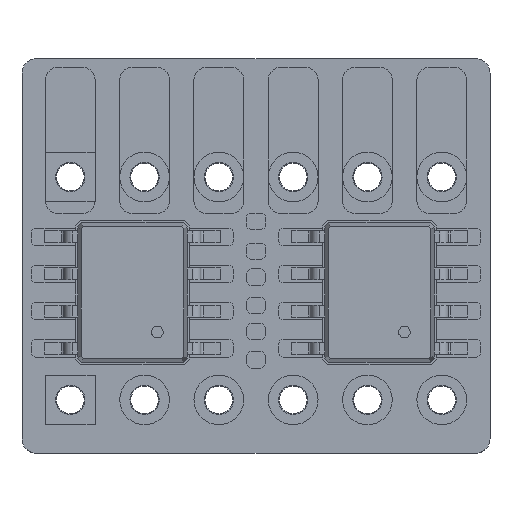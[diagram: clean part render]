
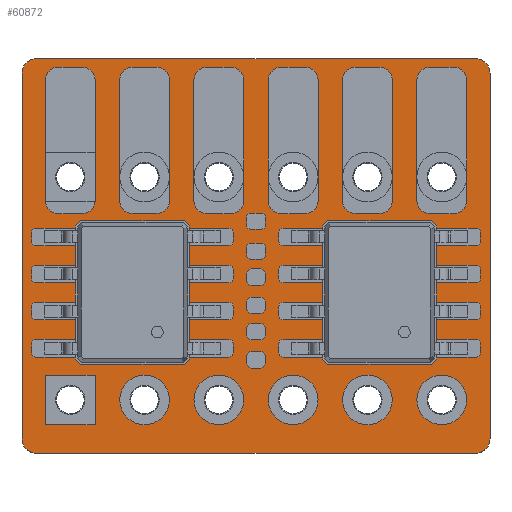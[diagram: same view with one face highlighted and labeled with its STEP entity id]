
A CAD part, top view. The second image highlights one B-rep face of the part: STEP entity #60872.
In plain terms, the highlighted planar face has unit normal (0, 0, 1).
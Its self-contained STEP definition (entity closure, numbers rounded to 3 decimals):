
#60591 = VERTEX_POINT('',#60592);
#60592 = CARTESIAN_POINT('',(7.5,6.75,0.8));
#60598 = EDGE_CURVE('',#60591,#60599,#60601,.T.);
#60599 = VERTEX_POINT('',#60600);
#60600 = CARTESIAN_POINT('',(8.,6.25,0.8));
#60601 = CIRCLE('',#60602,0.5);
#60602 = AXIS2_PLACEMENT_3D('',#60603,#60604,#60605);
#60603 = CARTESIAN_POINT('',(7.5,6.25,0.8));
#60604 = DIRECTION('',(0.,0.,-1.));
#60605 = DIRECTION('',(0.,1.,0.));
#60633 = VERTEX_POINT('',#60634);
#60634 = CARTESIAN_POINT('',(-7.5,6.75,0.8));
#60640 = EDGE_CURVE('',#60633,#60591,#60641,.T.);
#60641 = LINE('',#60642,#60643);
#60642 = CARTESIAN_POINT('',(-7.5,6.75,0.8));
#60643 = VECTOR('',#60644,1.);
#60644 = DIRECTION('',(1.,0.,0.));
#60662 = EDGE_CURVE('',#60599,#60663,#60665,.T.);
#60663 = VERTEX_POINT('',#60664);
#60664 = CARTESIAN_POINT('',(8.,-6.25,0.8));
#60665 = LINE('',#60666,#60667);
#60666 = CARTESIAN_POINT('',(8.,6.25,0.8));
#60667 = VECTOR('',#60668,1.);
#60668 = DIRECTION('',(0.,-1.,0.));
#60872 = ADVANCED_FACE('',(#60873,#60919,#60930,#60941,#60952,#60963,
    #60974,#60985,#60996,#61007,#61018,#61029,#61040),#61051,.T.);
#60873 = FACE_BOUND('',#60874,.T.);
#60874 = EDGE_LOOP('',(#60875,#60876,#60877,#60886,#60894,#60903,#60911,
    #60918));
#60875 = ORIENTED_EDGE('',*,*,#60598,.F.);
#60876 = ORIENTED_EDGE('',*,*,#60640,.F.);
#60877 = ORIENTED_EDGE('',*,*,#60878,.F.);
#60878 = EDGE_CURVE('',#60879,#60633,#60881,.T.);
#60879 = VERTEX_POINT('',#60880);
#60880 = CARTESIAN_POINT('',(-8.,6.25,0.8));
#60881 = CIRCLE('',#60882,0.5);
#60882 = AXIS2_PLACEMENT_3D('',#60883,#60884,#60885);
#60883 = CARTESIAN_POINT('',(-7.5,6.25,0.8));
#60884 = DIRECTION('',(0.,0.,-1.));
#60885 = DIRECTION('',(-1.,0.,0.));
#60886 = ORIENTED_EDGE('',*,*,#60887,.F.);
#60887 = EDGE_CURVE('',#60888,#60879,#60890,.T.);
#60888 = VERTEX_POINT('',#60889);
#60889 = CARTESIAN_POINT('',(-8.,-6.25,0.8));
#60890 = LINE('',#60891,#60892);
#60891 = CARTESIAN_POINT('',(-8.,-6.25,0.8));
#60892 = VECTOR('',#60893,1.);
#60893 = DIRECTION('',(0.,1.,0.));
#60894 = ORIENTED_EDGE('',*,*,#60895,.F.);
#60895 = EDGE_CURVE('',#60896,#60888,#60898,.T.);
#60896 = VERTEX_POINT('',#60897);
#60897 = CARTESIAN_POINT('',(-7.5,-6.75,0.8));
#60898 = CIRCLE('',#60899,0.5);
#60899 = AXIS2_PLACEMENT_3D('',#60900,#60901,#60902);
#60900 = CARTESIAN_POINT('',(-7.5,-6.25,0.8));
#60901 = DIRECTION('',(0.,0.,-1.));
#60902 = DIRECTION('',(0.,-1.,-0.));
#60903 = ORIENTED_EDGE('',*,*,#60904,.F.);
#60904 = EDGE_CURVE('',#60905,#60896,#60907,.T.);
#60905 = VERTEX_POINT('',#60906);
#60906 = CARTESIAN_POINT('',(7.5,-6.75,0.8));
#60907 = LINE('',#60908,#60909);
#60908 = CARTESIAN_POINT('',(7.5,-6.75,0.8));
#60909 = VECTOR('',#60910,1.);
#60910 = DIRECTION('',(-1.,0.,0.));
#60911 = ORIENTED_EDGE('',*,*,#60912,.F.);
#60912 = EDGE_CURVE('',#60663,#60905,#60913,.T.);
#60913 = CIRCLE('',#60914,0.5);
#60914 = AXIS2_PLACEMENT_3D('',#60915,#60916,#60917);
#60915 = CARTESIAN_POINT('',(7.5,-6.25,0.8));
#60916 = DIRECTION('',(0.,0.,-1.));
#60917 = DIRECTION('',(1.,0.,0.));
#60918 = ORIENTED_EDGE('',*,*,#60662,.F.);
#60919 = FACE_BOUND('',#60920,.T.);
#60920 = EDGE_LOOP('',(#60921));
#60921 = ORIENTED_EDGE('',*,*,#60922,.T.);
#60922 = EDGE_CURVE('',#60923,#60923,#60925,.T.);
#60923 = VERTEX_POINT('',#60924);
#60924 = CARTESIAN_POINT('',(-6.35,-5.42,0.8));
#60925 = CIRCLE('',#60926,0.5);
#60926 = AXIS2_PLACEMENT_3D('',#60927,#60928,#60929);
#60927 = CARTESIAN_POINT('',(-6.35,-4.92,0.8));
#60928 = DIRECTION('',(-0.,0.,-1.));
#60929 = DIRECTION('',(-0.,-1.,0.));
#60930 = FACE_BOUND('',#60931,.T.);
#60931 = EDGE_LOOP('',(#60932));
#60932 = ORIENTED_EDGE('',*,*,#60933,.T.);
#60933 = EDGE_CURVE('',#60934,#60934,#60936,.T.);
#60934 = VERTEX_POINT('',#60935);
#60935 = CARTESIAN_POINT('',(-3.81,-5.42,0.8));
#60936 = CIRCLE('',#60937,0.5);
#60937 = AXIS2_PLACEMENT_3D('',#60938,#60939,#60940);
#60938 = CARTESIAN_POINT('',(-3.81,-4.92,0.8));
#60939 = DIRECTION('',(-0.,0.,-1.));
#60940 = DIRECTION('',(0.,-1.,0.));
#60941 = FACE_BOUND('',#60942,.T.);
#60942 = EDGE_LOOP('',(#60943));
#60943 = ORIENTED_EDGE('',*,*,#60944,.T.);
#60944 = EDGE_CURVE('',#60945,#60945,#60947,.T.);
#60945 = VERTEX_POINT('',#60946);
#60946 = CARTESIAN_POINT('',(-1.27,-5.42,0.8));
#60947 = CIRCLE('',#60948,0.5);
#60948 = AXIS2_PLACEMENT_3D('',#60949,#60950,#60951);
#60949 = CARTESIAN_POINT('',(-1.27,-4.92,0.8));
#60950 = DIRECTION('',(-0.,0.,-1.));
#60951 = DIRECTION('',(-0.,-1.,0.));
#60952 = FACE_BOUND('',#60953,.T.);
#60953 = EDGE_LOOP('',(#60954));
#60954 = ORIENTED_EDGE('',*,*,#60955,.T.);
#60955 = EDGE_CURVE('',#60956,#60956,#60958,.T.);
#60956 = VERTEX_POINT('',#60957);
#60957 = CARTESIAN_POINT('',(1.27,-5.42,0.8));
#60958 = CIRCLE('',#60959,0.5);
#60959 = AXIS2_PLACEMENT_3D('',#60960,#60961,#60962);
#60960 = CARTESIAN_POINT('',(1.27,-4.92,0.8));
#60961 = DIRECTION('',(-0.,0.,-1.));
#60962 = DIRECTION('',(-0.,-1.,0.));
#60963 = FACE_BOUND('',#60964,.T.);
#60964 = EDGE_LOOP('',(#60965));
#60965 = ORIENTED_EDGE('',*,*,#60966,.T.);
#60966 = EDGE_CURVE('',#60967,#60967,#60969,.T.);
#60967 = VERTEX_POINT('',#60968);
#60968 = CARTESIAN_POINT('',(3.81,-5.42,0.8));
#60969 = CIRCLE('',#60970,0.5);
#60970 = AXIS2_PLACEMENT_3D('',#60971,#60972,#60973);
#60971 = CARTESIAN_POINT('',(3.81,-4.92,0.8));
#60972 = DIRECTION('',(-0.,0.,-1.));
#60973 = DIRECTION('',(0.,-1.,-0.));
#60974 = FACE_BOUND('',#60975,.T.);
#60975 = EDGE_LOOP('',(#60976));
#60976 = ORIENTED_EDGE('',*,*,#60977,.T.);
#60977 = EDGE_CURVE('',#60978,#60978,#60980,.T.);
#60978 = VERTEX_POINT('',#60979);
#60979 = CARTESIAN_POINT('',(6.35,-5.42,0.8));
#60980 = CIRCLE('',#60981,0.5);
#60981 = AXIS2_PLACEMENT_3D('',#60982,#60983,#60984);
#60982 = CARTESIAN_POINT('',(6.35,-4.92,0.8));
#60983 = DIRECTION('',(-0.,0.,-1.));
#60984 = DIRECTION('',(-0.,-1.,0.));
#60985 = FACE_BOUND('',#60986,.T.);
#60986 = EDGE_LOOP('',(#60987));
#60987 = ORIENTED_EDGE('',*,*,#60988,.T.);
#60988 = EDGE_CURVE('',#60989,#60989,#60991,.T.);
#60989 = VERTEX_POINT('',#60990);
#60990 = CARTESIAN_POINT('',(-6.35,2.2,0.8));
#60991 = CIRCLE('',#60992,0.5);
#60992 = AXIS2_PLACEMENT_3D('',#60993,#60994,#60995);
#60993 = CARTESIAN_POINT('',(-6.35,2.7,0.8));
#60994 = DIRECTION('',(-0.,0.,-1.));
#60995 = DIRECTION('',(-0.,-1.,0.));
#60996 = FACE_BOUND('',#60997,.T.);
#60997 = EDGE_LOOP('',(#60998));
#60998 = ORIENTED_EDGE('',*,*,#60999,.T.);
#60999 = EDGE_CURVE('',#61000,#61000,#61002,.T.);
#61000 = VERTEX_POINT('',#61001);
#61001 = CARTESIAN_POINT('',(-3.81,2.2,0.8));
#61002 = CIRCLE('',#61003,0.5);
#61003 = AXIS2_PLACEMENT_3D('',#61004,#61005,#61006);
#61004 = CARTESIAN_POINT('',(-3.81,2.7,0.8));
#61005 = DIRECTION('',(-0.,0.,-1.));
#61006 = DIRECTION('',(0.,-1.,0.));
#61007 = FACE_BOUND('',#61008,.T.);
#61008 = EDGE_LOOP('',(#61009));
#61009 = ORIENTED_EDGE('',*,*,#61010,.T.);
#61010 = EDGE_CURVE('',#61011,#61011,#61013,.T.);
#61011 = VERTEX_POINT('',#61012);
#61012 = CARTESIAN_POINT('',(-1.27,2.2,0.8));
#61013 = CIRCLE('',#61014,0.5);
#61014 = AXIS2_PLACEMENT_3D('',#61015,#61016,#61017);
#61015 = CARTESIAN_POINT('',(-1.27,2.7,0.8));
#61016 = DIRECTION('',(-0.,0.,-1.));
#61017 = DIRECTION('',(-0.,-1.,0.));
#61018 = FACE_BOUND('',#61019,.T.);
#61019 = EDGE_LOOP('',(#61020));
#61020 = ORIENTED_EDGE('',*,*,#61021,.T.);
#61021 = EDGE_CURVE('',#61022,#61022,#61024,.T.);
#61022 = VERTEX_POINT('',#61023);
#61023 = CARTESIAN_POINT('',(1.27,2.2,0.8));
#61024 = CIRCLE('',#61025,0.5);
#61025 = AXIS2_PLACEMENT_3D('',#61026,#61027,#61028);
#61026 = CARTESIAN_POINT('',(1.27,2.7,0.8));
#61027 = DIRECTION('',(-0.,0.,-1.));
#61028 = DIRECTION('',(-0.,-1.,0.));
#61029 = FACE_BOUND('',#61030,.T.);
#61030 = EDGE_LOOP('',(#61031));
#61031 = ORIENTED_EDGE('',*,*,#61032,.T.);
#61032 = EDGE_CURVE('',#61033,#61033,#61035,.T.);
#61033 = VERTEX_POINT('',#61034);
#61034 = CARTESIAN_POINT('',(3.81,2.2,0.8));
#61035 = CIRCLE('',#61036,0.5);
#61036 = AXIS2_PLACEMENT_3D('',#61037,#61038,#61039);
#61037 = CARTESIAN_POINT('',(3.81,2.7,0.8));
#61038 = DIRECTION('',(-0.,0.,-1.));
#61039 = DIRECTION('',(0.,-1.,-0.));
#61040 = FACE_BOUND('',#61041,.T.);
#61041 = EDGE_LOOP('',(#61042));
#61042 = ORIENTED_EDGE('',*,*,#61043,.T.);
#61043 = EDGE_CURVE('',#61044,#61044,#61046,.T.);
#61044 = VERTEX_POINT('',#61045);
#61045 = CARTESIAN_POINT('',(6.35,2.2,0.8));
#61046 = CIRCLE('',#61047,0.5);
#61047 = AXIS2_PLACEMENT_3D('',#61048,#61049,#61050);
#61048 = CARTESIAN_POINT('',(6.35,2.7,0.8));
#61049 = DIRECTION('',(-0.,0.,-1.));
#61050 = DIRECTION('',(-0.,-1.,0.));
#61051 = PLANE('',#61052);
#61052 = AXIS2_PLACEMENT_3D('',#61053,#61054,#61055);
#61053 = CARTESIAN_POINT('',(0.,0.,0.8));
#61054 = DIRECTION('',(0.,0.,1.));
#61055 = DIRECTION('',(1.,0.,-0.));
